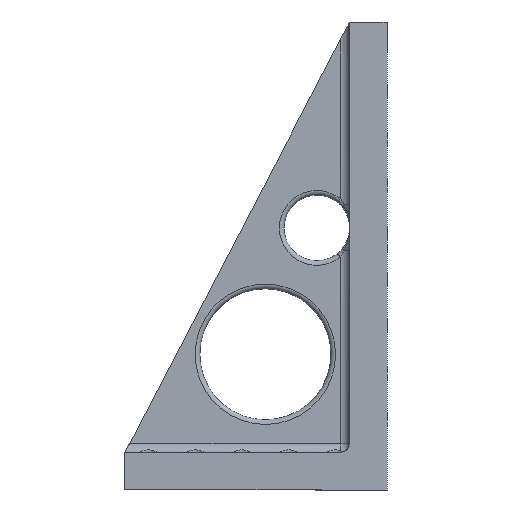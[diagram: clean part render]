
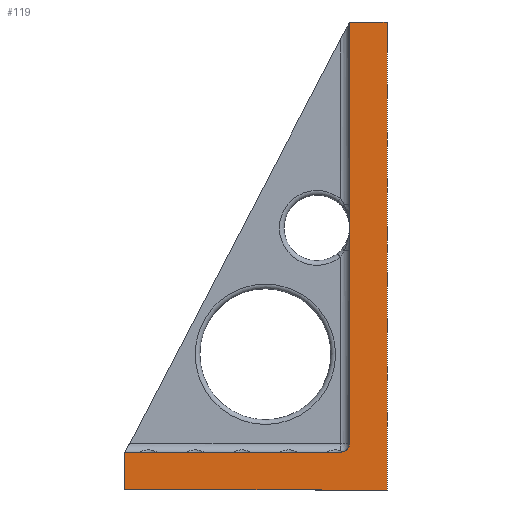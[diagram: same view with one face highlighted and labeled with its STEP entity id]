
A CAD part, left-side view. The second image highlights one B-rep face of the part: STEP entity #119.
In plain terms, the highlighted planar face has unit normal (-1, 0, 0).
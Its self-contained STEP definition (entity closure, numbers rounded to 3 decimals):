
#119 = ADVANCED_FACE( '', ( #319 ), #320, .F. );
#319 = FACE_OUTER_BOUND( '', #1848, .T. );
#320 = PLANE( '', #1849 );
#1848 = EDGE_LOOP( '', ( #2929, #2930, #2931, #2932, #2933, #2934, #2935 ) );
#1849 = AXIS2_PLACEMENT_3D( '', #2936, #2937, #2938 );
#2929 = ORIENTED_EDGE( '', *, *, #3536, .T. );
#2930 = ORIENTED_EDGE( '', *, *, #3537, .T. );
#2931 = ORIENTED_EDGE( '', *, *, #3533, .T. );
#2932 = ORIENTED_EDGE( '', *, *, #3512, .T. );
#2933 = ORIENTED_EDGE( '', *, *, #3476, .T. );
#2934 = ORIENTED_EDGE( '', *, *, #3499, .T. );
#2935 = ORIENTED_EDGE( '', *, *, #3538, .T. );
#2936 = CARTESIAN_POINT( '', ( -50., 280., 40. ) );
#2937 = DIRECTION( '', ( 1., 0., 0. ) );
#2938 = DIRECTION( '', ( 0., 1., 0. ) );
#3476 = EDGE_CURVE( '', #3816, #3814, #3817, .T. );
#3499 = EDGE_CURVE( '', #3814, #3854, #3856, .T. );
#3512 = EDGE_CURVE( '', #3876, #3816, #3877, .T. );
#3533 = EDGE_CURVE( '', #3917, #3876, #3918, .T. );
#3536 = EDGE_CURVE( '', #3922, #3923, #3924, .T. );
#3537 = EDGE_CURVE( '', #3923, #3917, #3925, .T. );
#3538 = EDGE_CURVE( '', #3854, #3922, #3926, .T. );
#3814 = VERTEX_POINT( '', #5499 );
#3816 = VERTEX_POINT( '', #5502 );
#3817 = LINE( '', #5503, #5504 );
#3854 = VERTEX_POINT( '', #5588 );
#3856 = CIRCLE( '', #5591, 10. );
#3876 = VERTEX_POINT( '', #5669 );
#3877 = LINE( '', #5670, #5671 );
#3917 = VERTEX_POINT( '', #5713 );
#3918 = LINE( '', #5714, #5715 );
#3922 = VERTEX_POINT( '', #5721 );
#3923 = VERTEX_POINT( '', #5722 );
#3924 = LINE( '', #5723, #5724 );
#3925 = LINE( '', #5725, #5726 );
#3926 = LINE( '', #5727, #5728 );
#5499 = CARTESIAN_POINT( '', ( -50., 40., 50. ) );
#5502 = CARTESIAN_POINT( '', ( -50., 40., 500. ) );
#5503 = CARTESIAN_POINT( '', ( -50., 40., 500. ) );
#5504 = VECTOR( '', #6133, 1000. );
#5588 = CARTESIAN_POINT( '', ( -50., 50., 40. ) );
#5591 = AXIS2_PLACEMENT_3D( '', #6190, #6191, #6192 );
#5669 = CARTESIAN_POINT( '', ( -50., 0., 500. ) );
#5670 = CARTESIAN_POINT( '', ( -50., 0., 500. ) );
#5671 = VECTOR( '', #6224, 1000. );
#5713 = CARTESIAN_POINT( '', ( -50., 0., 0. ) );
#5714 = CARTESIAN_POINT( '', ( -50., 0., 0. ) );
#5715 = VECTOR( '', #6281, 1000. );
#5721 = CARTESIAN_POINT( '', ( -50., 280., 40. ) );
#5722 = CARTESIAN_POINT( '', ( -50., 280., 0. ) );
#5723 = CARTESIAN_POINT( '', ( -50., 280., 40. ) );
#5724 = VECTOR( '', #6284, 1000. );
#5725 = CARTESIAN_POINT( '', ( -50., 280., 0. ) );
#5726 = VECTOR( '', #6285, 1000. );
#5727 = CARTESIAN_POINT( '', ( -50., 40., 40. ) );
#5728 = VECTOR( '', #6286, 1000. );
#6133 = DIRECTION( '', ( 0., 0., -1. ) );
#6190 = CARTESIAN_POINT( '', ( -50., 50., 50. ) );
#6191 = DIRECTION( '', ( 1., 0., 0. ) );
#6192 = DIRECTION( '', ( 0., 1., 0. ) );
#6224 = DIRECTION( '', ( 0., 1., 0. ) );
#6281 = DIRECTION( '', ( 0., 0., 1. ) );
#6284 = DIRECTION( '', ( 0., 0., -1. ) );
#6285 = DIRECTION( '', ( 0., -1., 0. ) );
#6286 = DIRECTION( '', ( 0., 1., 0. ) );
